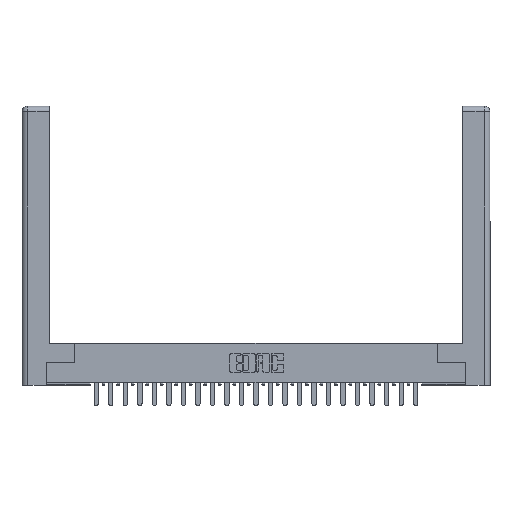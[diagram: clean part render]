
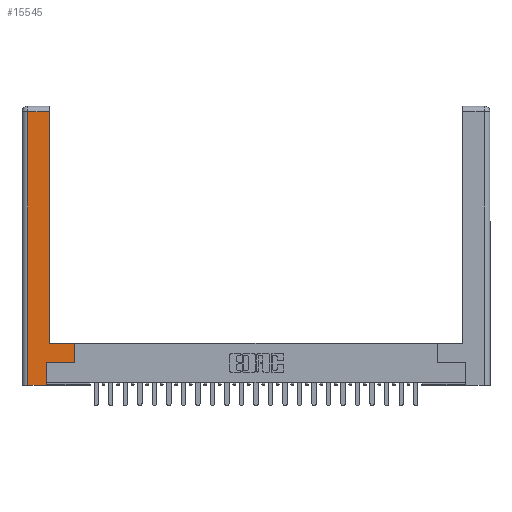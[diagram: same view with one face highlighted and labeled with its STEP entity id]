
A CAD part, top view. The second image highlights one B-rep face of the part: STEP entity #15545.
In plain terms, the highlighted planar face has unit normal (0, 0, 1).
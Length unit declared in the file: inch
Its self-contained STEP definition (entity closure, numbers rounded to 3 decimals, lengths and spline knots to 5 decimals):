
#98 = VECTOR ( 'NONE', #1605, 39.37008 ) ;
#303 = DIRECTION ( 'NONE',  ( 0., 0., -1. ) ) ;
#1272 = ORIENTED_EDGE ( 'NONE', *, *, #14684, .T. ) ;
#1605 = DIRECTION ( 'NONE',  ( 1., 0., 0. ) ) ;
#1621 = VECTOR ( 'NONE', #16517, 39.37008 ) ;
#1784 = DIRECTION ( 'NONE',  ( -1., 0., 0. ) ) ;
#2243 = ORIENTED_EDGE ( 'NONE', *, *, #20774, .T. ) ;
#2482 = EDGE_CURVE ( 'NONE', #14594, #9351, #17609, .T. ) ;
#2641 = CARTESIAN_POINT ( 'NONE',  ( 0.295, 0.45, 0. ) ) ;
#3318 = ORIENTED_EDGE ( 'NONE', *, *, #11804, .T. ) ;
#3589 = CARTESIAN_POINT ( 'NONE',  ( 0.265, 0., 0. ) ) ;
#3732 = VECTOR ( 'NONE', #6074, 39.37008 ) ;
#4156 = VERTEX_POINT ( 'NONE', #25105 ) ;
#4159 = FACE_OUTER_BOUND ( 'NONE', #21196, .T. ) ;
#4206 = LINE ( 'NONE', #20571, #3732 ) ;
#4446 = AXIS2_PLACEMENT_3D ( 'NONE', #10351, #303, #1784 ) ;
#4932 = EDGE_CURVE ( 'NONE', #4156, #14594, #4206, .T. ) ;
#5259 = VECTOR ( 'NONE', #21830, 39.37008 ) ;
#6074 = DIRECTION ( 'NONE',  ( 1., 0., 0. ) ) ;
#6237 = CARTESIAN_POINT ( 'NONE',  ( 0.0615, 2.94, 0. ) ) ;
#6346 = EDGE_CURVE ( 'NONE', #24359, #23754, #15786, .T. ) ;
#6680 = CARTESIAN_POINT ( 'NONE',  ( 0.565, 0.245, 0. ) ) ;
#7067 = DIRECTION ( 'NONE',  ( 0., 1., 0. ) ) ;
#7589 = ORIENTED_EDGE ( 'NONE', *, *, #6346, .T. ) ;
#7687 = VECTOR ( 'NONE', #23788, 39.37008 ) ;
#7824 = VERTEX_POINT ( 'NONE', #2641 ) ;
#9351 = VERTEX_POINT ( 'NONE', #23711 ) ;
#9434 = CARTESIAN_POINT ( 'NONE',  ( 0.565, 0.45, 0. ) ) ;
#9607 = CARTESIAN_POINT ( 'NONE',  ( 0.265, 0., 0. ) ) ;
#10238 = LINE ( 'NONE', #16125, #1621 ) ;
#10346 = CARTESIAN_POINT ( 'NONE',  ( 0.0615, 0., 0. ) ) ;
#10351 = CARTESIAN_POINT ( 'NONE',  ( 0., 0., 0. ) ) ;
#11572 = EDGE_CURVE ( 'NONE', #7824, #19060, #17265, .T. ) ;
#11590 = VECTOR ( 'NONE', #19573, 39.37008 ) ;
#11804 = EDGE_CURVE ( 'NONE', #23754, #4156, #17959, .T. ) ;
#12487 = ORIENTED_EDGE ( 'NONE', *, *, #11572, .T. ) ;
#13630 = DIRECTION ( 'NONE',  ( 0., -1., 0. ) ) ;
#13779 = CARTESIAN_POINT ( 'NONE',  ( 0.295, 3., 0. ) ) ;
#13788 = LINE ( 'NONE', #23718, #5259 ) ;
#14126 = VECTOR ( 'NONE', #7067, 39.37008 ) ;
#14594 = VERTEX_POINT ( 'NONE', #6680 ) ;
#14684 = EDGE_CURVE ( 'NONE', #9351, #7824, #13788, .T. ) ;
#15046 = EDGE_CURVE ( 'NONE', #26359, #24359, #17783, .T. ) ;
#15545 = ADVANCED_FACE ( 'NONE', ( #4159 ), #18665, .F. ) ;
#15786 = LINE ( 'NONE', #3589, #98 ) ;
#16125 = CARTESIAN_POINT ( 'NONE',  ( 0.0615, 2.94, 0. ) ) ;
#16517 = DIRECTION ( 'NONE',  ( -1., 0., 0. ) ) ;
#17265 = LINE ( 'NONE', #13779, #14126 ) ;
#17609 = LINE ( 'NONE', #9434, #7687 ) ;
#17783 = LINE ( 'NONE', #25577, #24556 ) ;
#17787 = CARTESIAN_POINT ( 'NONE',  ( 0.295, 2.94, 0. ) ) ;
#17959 = LINE ( 'NONE', #19705, #11590 ) ;
#18665 = PLANE ( 'NONE',  #4446 ) ;
#19060 = VERTEX_POINT ( 'NONE', #17787 ) ;
#19573 = DIRECTION ( 'NONE',  ( 0., 1., 0. ) ) ;
#19705 = CARTESIAN_POINT ( 'NONE',  ( 0.265, 0.245, 0. ) ) ;
#20571 = CARTESIAN_POINT ( 'NONE',  ( 0.565, 0.245, 0. ) ) ;
#20774 = EDGE_CURVE ( 'NONE', #19060, #26359, #10238, .T. ) ;
#21156 = ORIENTED_EDGE ( 'NONE', *, *, #15046, .T. ) ;
#21196 = EDGE_LOOP ( 'NONE', ( #12487, #2243, #21156, #7589, #3318, #21549, #24897, #1272 ) ) ;
#21549 = ORIENTED_EDGE ( 'NONE', *, *, #4932, .T. ) ;
#21830 = DIRECTION ( 'NONE',  ( -1., 0., 0. ) ) ;
#23711 = CARTESIAN_POINT ( 'NONE',  ( 0.565, 0.45, 0. ) ) ;
#23718 = CARTESIAN_POINT ( 'NONE',  ( 0.295, 0.45, 0. ) ) ;
#23754 = VERTEX_POINT ( 'NONE', #9607 ) ;
#23788 = DIRECTION ( 'NONE',  ( 0., 1., 0. ) ) ;
#24359 = VERTEX_POINT ( 'NONE', #10346 ) ;
#24556 = VECTOR ( 'NONE', #13630, 39.37008 ) ;
#24897 = ORIENTED_EDGE ( 'NONE', *, *, #2482, .T. ) ;
#25105 = CARTESIAN_POINT ( 'NONE',  ( 0.265, 0.245, 0. ) ) ;
#25577 = CARTESIAN_POINT ( 'NONE',  ( 0.0615, 0., 0. ) ) ;
#26359 = VERTEX_POINT ( 'NONE', #6237 ) ;
